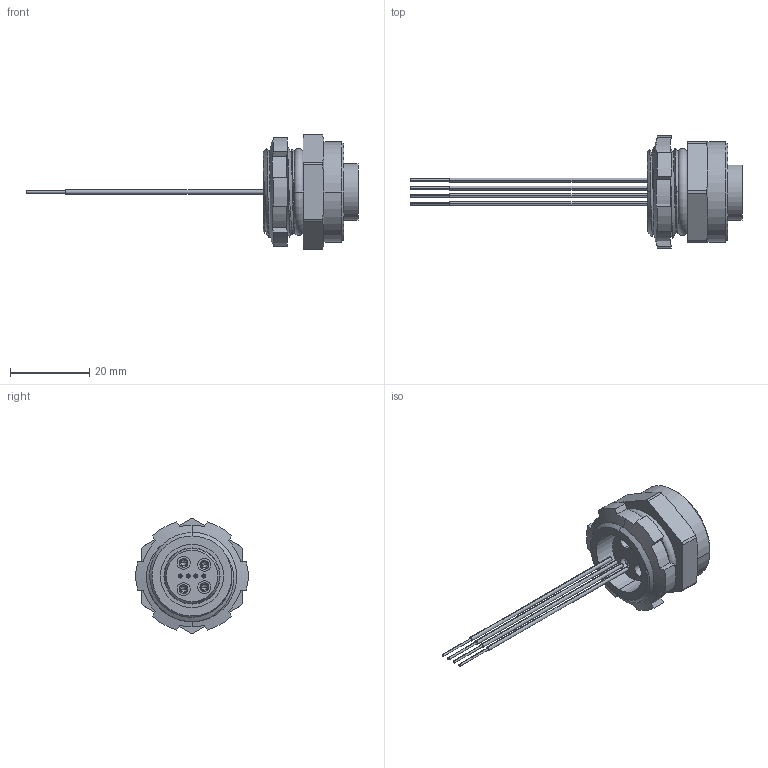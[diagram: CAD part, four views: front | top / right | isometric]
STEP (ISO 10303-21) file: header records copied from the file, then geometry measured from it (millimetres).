
FILE_DESCRIPTION((''),'2;1');
FILE_NAME('250145_SM01_ASM','2026-04-01T09:53:39',('banengservice'),('BANNER ENGINEERING'),'CREO PARAMETRIC BY PTC INC, 2022414','CREO PARAMETRIC BY PTC INC, 2022414','');
FILE_SCHEMA(('CONFIG_CONTROL_DESIGN'));
Length unit declared in the file: millimetre
Products named in the file (2): 250145_EP01; 250145_SM01_ASM
Assembly tree (1 placements, depth 2):
  250145_SM01_ASM
    250145_EP01
Bounding box: 83.95 x 28.35 x 28.85 mm (x, y, z)
Volume: 7875.6 mm3; surface area: 7882.3 mm2
Topology: 5 solids, 5 shells, 276 faces, 624 edges, 385 vertices
Faces by surface type: cylinder 126, plane 68, cone 54, torus 16, bspline 12
Entity records: 11947 total; most frequent: CARTESIAN_POINT 5731, DIRECTION 1353, ORIENTED_EDGE 1216, EDGE_CURVE 608, AXIS2_PLACEMENT_3D 568, VERTEX_POINT 385, EDGE_LOOP 319, CIRCLE 301
